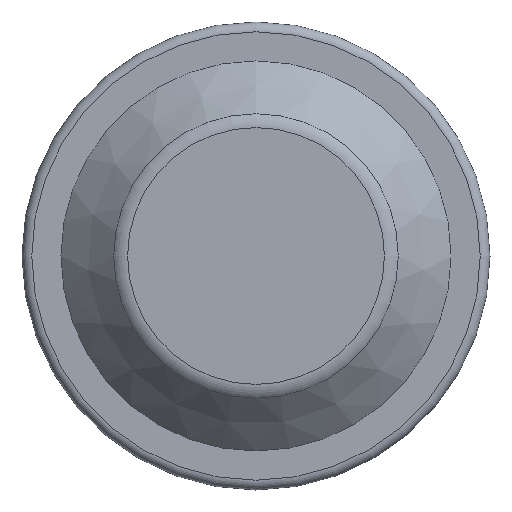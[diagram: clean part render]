
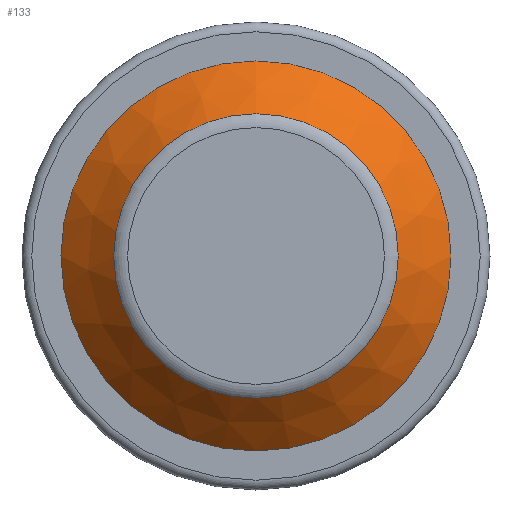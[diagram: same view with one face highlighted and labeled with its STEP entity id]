
A CAD part, front view. The second image highlights one B-rep face of the part: STEP entity #133.
In plain terms, the highlighted conical face has half-angle 45 degrees and reference radius 42.5 mm.
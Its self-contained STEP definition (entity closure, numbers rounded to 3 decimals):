
#25=LINE('',#241,#29);
#29=VECTOR('',#192,42.5);
#33=CONICAL_SURFACE('',#161,42.5,0.785);
#36=FACE_OUTER_BOUND('',#47,.T.);
#47=EDGE_LOOP('',(#102,#103,#104,#105));
#62=CIRCLE('',#160,36.464);
#63=CIRCLE('',#162,50.);
#73=VERTEX_POINT('',#236);
#74=VERTEX_POINT('',#240);
#84=EDGE_CURVE('',#73,#73,#62,.T.);
#85=EDGE_CURVE('',#73,#74,#25,.T.);
#86=EDGE_CURVE('',#74,#74,#63,.T.);
#102=ORIENTED_EDGE('',*,*,#84,.F.);
#103=ORIENTED_EDGE('',*,*,#85,.T.);
#104=ORIENTED_EDGE('',*,*,#86,.T.);
#105=ORIENTED_EDGE('',*,*,#85,.F.);
#133=ADVANCED_FACE('',(#36),#33,.T.);
#160=AXIS2_PLACEMENT_3D('',#238,#188,#189);
#161=AXIS2_PLACEMENT_3D('',#239,#190,#191);
#162=AXIS2_PLACEMENT_3D('',#242,#193,#194);
#188=DIRECTION('center_axis',(0.,-1.,0.));
#189=DIRECTION('ref_axis',(0.,0.,1.));
#190=DIRECTION('center_axis',(0.,1.,0.));
#191=DIRECTION('ref_axis',(0.,0.,-1.));
#192=DIRECTION('',(0.,0.707,0.707));
#193=DIRECTION('center_axis',(0.,-1.,0.));
#194=DIRECTION('ref_axis',(1.,0.,0.));
#236=CARTESIAN_POINT('',(0.,-18.536,36.464));
#238=CARTESIAN_POINT('Origin',(0.,-18.536,
0.));
#239=CARTESIAN_POINT('Origin',(0.,-12.5,0.));
#240=CARTESIAN_POINT('',(0.,-5.,50.));
#241=CARTESIAN_POINT('',(0.,-12.5,42.5));
#242=CARTESIAN_POINT('Origin',(0.,-5.,0.));
